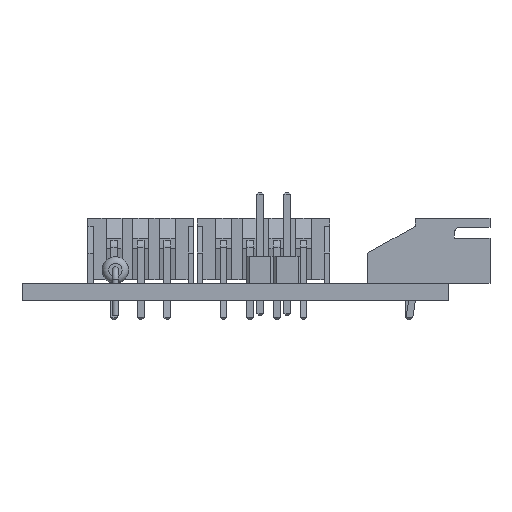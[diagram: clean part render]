
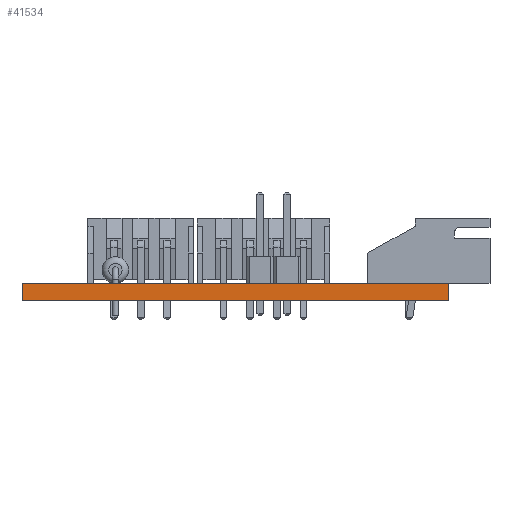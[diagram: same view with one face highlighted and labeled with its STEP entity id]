
A CAD part, left-side view. The second image highlights one B-rep face of the part: STEP entity #41534.
In plain terms, the highlighted planar face has unit normal (-1, 0, 0).
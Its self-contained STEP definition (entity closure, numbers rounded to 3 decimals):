
#41418 = EDGE_CURVE('',#41419,#41421,#41423,.T.);
#41419 = VERTEX_POINT('',#41420);
#41420 = CARTESIAN_POINT('',(0.,0.,0.));
#41421 = VERTEX_POINT('',#41422);
#41422 = CARTESIAN_POINT('',(0.,0.,1.6));
#41423 = SURFACE_CURVE('',#41424,(#41428,#41440),.PCURVE_S1.);
#41424 = LINE('',#41425,#41426);
#41425 = CARTESIAN_POINT('',(0.,0.,0.));
#41426 = VECTOR('',#41427,1.);
#41427 = DIRECTION('',(0.,0.,1.));
#41428 = PCURVE('',#41429,#41434);
#41429 = PLANE('',#41430);
#41430 = AXIS2_PLACEMENT_3D('',#41431,#41432,#41433);
#41431 = CARTESIAN_POINT('',(0.,0.,0.));
#41432 = DIRECTION('',(0.,1.,0.));
#41433 = DIRECTION('',(1.,0.,0.));
#41434 = DEFINITIONAL_REPRESENTATION('',(#41435),#41439);
#41435 = LINE('',#41436,#41437);
#41436 = CARTESIAN_POINT('',(0.,0.));
#41437 = VECTOR('',#41438,1.);
#41438 = DIRECTION('',(0.,-1.));
#41439 = ( GEOMETRIC_REPRESENTATION_CONTEXT(2) 
PARAMETRIC_REPRESENTATION_CONTEXT() REPRESENTATION_CONTEXT('2D SPACE',''
  ) );
#41440 = PCURVE('',#41441,#41446);
#41441 = PLANE('',#41442);
#41442 = AXIS2_PLACEMENT_3D('',#41443,#41444,#41445);
#41443 = CARTESIAN_POINT('',(0.,40.005,0.));
#41444 = DIRECTION('',(1.,0.,0.));
#41445 = DIRECTION('',(0.,-1.,0.));
#41446 = DEFINITIONAL_REPRESENTATION('',(#41447),#41451);
#41447 = LINE('',#41448,#41449);
#41448 = CARTESIAN_POINT('',(40.005,0.));
#41449 = VECTOR('',#41450,1.);
#41450 = DIRECTION('',(0.,-1.));
#41451 = ( GEOMETRIC_REPRESENTATION_CONTEXT(2) 
PARAMETRIC_REPRESENTATION_CONTEXT() REPRESENTATION_CONTEXT('2D SPACE',''
  ) );
#41469 = PLANE('',#41470);
#41470 = AXIS2_PLACEMENT_3D('',#41471,#41472,#41473);
#41471 = CARTESIAN_POINT('',(30.163,20.003,1.6));
#41472 = DIRECTION('',(0.,0.,1.));
#41473 = DIRECTION('',(1.,0.,0.));
#41523 = PLANE('',#41524);
#41524 = AXIS2_PLACEMENT_3D('',#41525,#41526,#41527);
#41525 = CARTESIAN_POINT('',(30.163,20.003,0.));
#41526 = DIRECTION('',(0.,0.,1.));
#41527 = DIRECTION('',(1.,0.,0.));
#41534 = ADVANCED_FACE('',(#41535),#41441,.F.);
#41535 = FACE_BOUND('',#41536,.F.);
#41536 = EDGE_LOOP('',(#41537,#41567,#41588,#41589));
#41537 = ORIENTED_EDGE('',*,*,#41538,.T.);
#41538 = EDGE_CURVE('',#41539,#41541,#41543,.T.);
#41539 = VERTEX_POINT('',#41540);
#41540 = CARTESIAN_POINT('',(0.,40.005,0.));
#41541 = VERTEX_POINT('',#41542);
#41542 = CARTESIAN_POINT('',(0.,40.005,1.6));
#41543 = SURFACE_CURVE('',#41544,(#41548,#41555),.PCURVE_S1.);
#41544 = LINE('',#41545,#41546);
#41545 = CARTESIAN_POINT('',(0.,40.005,0.));
#41546 = VECTOR('',#41547,1.);
#41547 = DIRECTION('',(0.,0.,1.));
#41548 = PCURVE('',#41441,#41549);
#41549 = DEFINITIONAL_REPRESENTATION('',(#41550),#41554);
#41550 = LINE('',#41551,#41552);
#41551 = CARTESIAN_POINT('',(0.,0.));
#41552 = VECTOR('',#41553,1.);
#41553 = DIRECTION('',(0.,-1.));
#41554 = ( GEOMETRIC_REPRESENTATION_CONTEXT(2) 
PARAMETRIC_REPRESENTATION_CONTEXT() REPRESENTATION_CONTEXT('2D SPACE',''
  ) );
#41555 = PCURVE('',#41556,#41561);
#41556 = PLANE('',#41557);
#41557 = AXIS2_PLACEMENT_3D('',#41558,#41559,#41560);
#41558 = CARTESIAN_POINT('',(60.325,40.005,0.));
#41559 = DIRECTION('',(0.,-1.,0.));
#41560 = DIRECTION('',(-1.,0.,0.));
#41561 = DEFINITIONAL_REPRESENTATION('',(#41562),#41566);
#41562 = LINE('',#41563,#41564);
#41563 = CARTESIAN_POINT('',(60.325,0.));
#41564 = VECTOR('',#41565,1.);
#41565 = DIRECTION('',(0.,-1.));
#41566 = ( GEOMETRIC_REPRESENTATION_CONTEXT(2) 
PARAMETRIC_REPRESENTATION_CONTEXT() REPRESENTATION_CONTEXT('2D SPACE',''
  ) );
#41567 = ORIENTED_EDGE('',*,*,#41568,.T.);
#41568 = EDGE_CURVE('',#41541,#41421,#41569,.T.);
#41569 = SURFACE_CURVE('',#41570,(#41574,#41581),.PCURVE_S1.);
#41570 = LINE('',#41571,#41572);
#41571 = CARTESIAN_POINT('',(0.,40.005,1.6));
#41572 = VECTOR('',#41573,1.);
#41573 = DIRECTION('',(0.,-1.,0.));
#41574 = PCURVE('',#41441,#41575);
#41575 = DEFINITIONAL_REPRESENTATION('',(#41576),#41580);
#41576 = LINE('',#41577,#41578);
#41577 = CARTESIAN_POINT('',(0.,-1.6));
#41578 = VECTOR('',#41579,1.);
#41579 = DIRECTION('',(1.,0.));
#41580 = ( GEOMETRIC_REPRESENTATION_CONTEXT(2) 
PARAMETRIC_REPRESENTATION_CONTEXT() REPRESENTATION_CONTEXT('2D SPACE',''
  ) );
#41581 = PCURVE('',#41469,#41582);
#41582 = DEFINITIONAL_REPRESENTATION('',(#41583),#41587);
#41583 = LINE('',#41584,#41585);
#41584 = CARTESIAN_POINT('',(-30.163,20.003));
#41585 = VECTOR('',#41586,1.);
#41586 = DIRECTION('',(0.,-1.));
#41587 = ( GEOMETRIC_REPRESENTATION_CONTEXT(2) 
PARAMETRIC_REPRESENTATION_CONTEXT() REPRESENTATION_CONTEXT('2D SPACE',''
  ) );
#41588 = ORIENTED_EDGE('',*,*,#41418,.F.);
#41589 = ORIENTED_EDGE('',*,*,#41590,.F.);
#41590 = EDGE_CURVE('',#41539,#41419,#41591,.T.);
#41591 = SURFACE_CURVE('',#41592,(#41596,#41603),.PCURVE_S1.);
#41592 = LINE('',#41593,#41594);
#41593 = CARTESIAN_POINT('',(0.,40.005,0.));
#41594 = VECTOR('',#41595,1.);
#41595 = DIRECTION('',(0.,-1.,0.));
#41596 = PCURVE('',#41441,#41597);
#41597 = DEFINITIONAL_REPRESENTATION('',(#41598),#41602);
#41598 = LINE('',#41599,#41600);
#41599 = CARTESIAN_POINT('',(0.,0.));
#41600 = VECTOR('',#41601,1.);
#41601 = DIRECTION('',(1.,0.));
#41602 = ( GEOMETRIC_REPRESENTATION_CONTEXT(2) 
PARAMETRIC_REPRESENTATION_CONTEXT() REPRESENTATION_CONTEXT('2D SPACE',''
  ) );
#41603 = PCURVE('',#41523,#41604);
#41604 = DEFINITIONAL_REPRESENTATION('',(#41605),#41609);
#41605 = LINE('',#41606,#41607);
#41606 = CARTESIAN_POINT('',(-30.163,20.003));
#41607 = VECTOR('',#41608,1.);
#41608 = DIRECTION('',(0.,-1.));
#41609 = ( GEOMETRIC_REPRESENTATION_CONTEXT(2) 
PARAMETRIC_REPRESENTATION_CONTEXT() REPRESENTATION_CONTEXT('2D SPACE',''
  ) );
